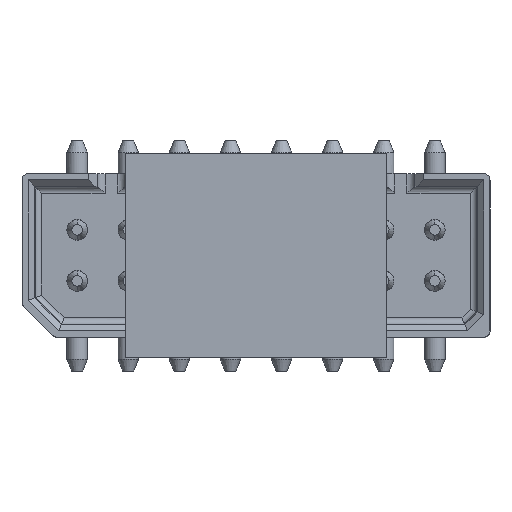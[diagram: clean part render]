
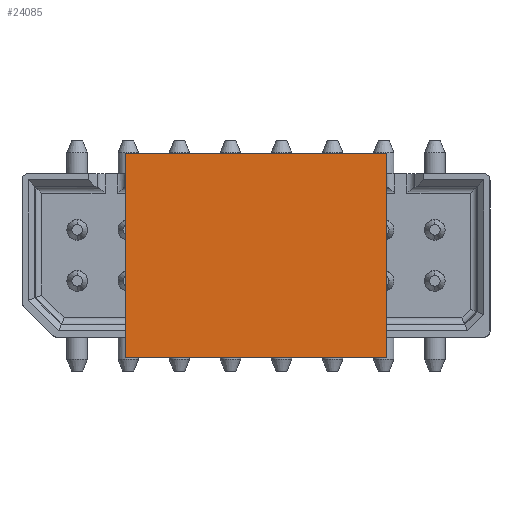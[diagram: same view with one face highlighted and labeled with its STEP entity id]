
A CAD part, top view. The second image highlights one B-rep face of the part: STEP entity #24085.
In plain terms, the highlighted planar face has unit normal (0, 0, 1).
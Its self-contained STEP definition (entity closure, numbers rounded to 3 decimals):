
#23241=CARTESIAN_POINT('',(-2.5,3.2,0.));
#23242=VERTEX_POINT('',#23241);
#23249=CARTESIAN_POINT('',(2.5,3.2,0.));
#23250=VERTEX_POINT('',#23249);
#23251=CARTESIAN_POINT('',(-2.5,3.2,0.));
#23252=DIRECTION('',(1.,0.,0.));
#23253=VECTOR('',#23252,5.);
#23254=LINE('',#23251,#23253);
#23255=EDGE_CURVE('',#23242,#23250,#23254,.T.);
#23529=CARTESIAN_POINT('',(2.5,-3.2,0.));
#23530=VERTEX_POINT('',#23529);
#23537=CARTESIAN_POINT('',(-2.5,-3.2,0.));
#23538=VERTEX_POINT('',#23537);
#23539=CARTESIAN_POINT('',(2.5,-3.2,0.));
#23540=DIRECTION('',(-1.,0.,0.));
#23541=VECTOR('',#23540,5.);
#23542=LINE('',#23539,#23541);
#23543=EDGE_CURVE('',#23530,#23538,#23542,.T.);
#24058=CARTESIAN_POINT('',(2.5,3.2,0.));
#24059=DIRECTION('',(0.,-1.,0.));
#24060=VECTOR('',#24059,6.4);
#24061=LINE('',#24058,#24060);
#24062=EDGE_CURVE('',#23250,#23530,#24061,.T.);
#24069=CARTESIAN_POINT('',(0.,0.,0.));
#24070=DIRECTION('',(-1.,0.,0.));
#24071=DIRECTION('',(0.,0.,1.));
#24072=AXIS2_PLACEMENT_3D('',#24069,#24071,#24070);
#24073=PLANE('',#24072);
#24074=ORIENTED_EDGE('',*,*,#23255,.F.);
#24075=CARTESIAN_POINT('',(-2.5,3.2,0.));
#24076=DIRECTION('',(0.,-1.,0.));
#24077=VECTOR('',#24076,6.4);
#24078=LINE('',#24075,#24077);
#24079=EDGE_CURVE('',#23242,#23538,#24078,.T.);
#24080=ORIENTED_EDGE('E110',*,*,#24079,.T.);
#24081=ORIENTED_EDGE('E110',*,*,#23543,.F.);
#24082=ORIENTED_EDGE('E110',*,*,#24062,.F.);
#24083=EDGE_LOOP('',(#24074,#24080,#24081,#24082));
#24084=FACE_OUTER_BOUND('',#24083,.T.);
#24085=ADVANCED_FACE('F19',(#24084),#24073,.T.);
